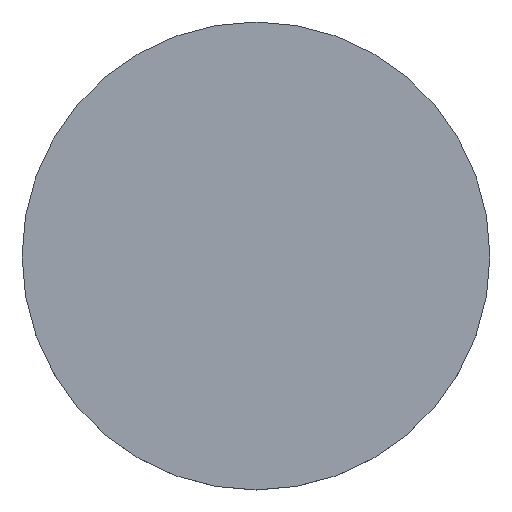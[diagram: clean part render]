
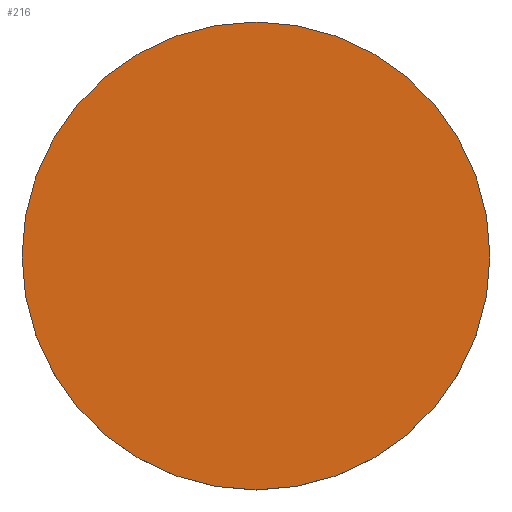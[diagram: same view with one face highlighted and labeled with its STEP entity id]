
A CAD part, top view. The second image highlights one B-rep face of the part: STEP entity #216.
In plain terms, the highlighted planar face has unit normal (0, 0, 1).
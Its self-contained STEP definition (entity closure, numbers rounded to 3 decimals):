
#157=CARTESIAN_POINT('POINT9',(0.,-80.,0.)
   );
#158=VERTEX_POINT('VERTEX9',#157);
#166=CARTESIAN_POINT('POINT10',(0.,80.,0.
   ));
#167=VERTEX_POINT('VERTEX10',#166);
#174=CARTESIAN_POINT('POS21',(0.,0.,0.));
#175=DIRECTION('DIR35',(0.,0.,-1.));
#176=DIRECTION('DIR36',(0.,1.,0.));
#177=AXIS2_PLACEMENT_3D('AXIS15',#174,#175,#176);
#178=CIRCLE('ELLIPSE9',#177,80.);
#179=EDGE_CURVE('EDGE15',#167,#158,#178,.T.);
#192=CARTESIAN_POINT('POS23',(0.,0.,0.));
#193=DIRECTION('DIR39',(0.,0.,-1.));
#194=DIRECTION('DIR40',(0.,-1.,0.));
#195=AXIS2_PLACEMENT_3D('AXIS17',#192,#193,#194);
#196=CIRCLE('ELLIPSE10',#195,80.);
#197=EDGE_CURVE('EDGE16',#158,#167,#196,.T.);
#207=ORIENTED_EDGE('COEDGE31',*,*,#197,.F.);
#208=ORIENTED_EDGE('COEDGE32',*,*,#179,.F.);
#209=EDGE_LOOP('NONE',(#207,#208));
#210=FACE_BOUND('LOOP1',#209,.T.);
#211=CARTESIAN_POINT('POS25',(0.,0.,0.));
#212=DIRECTION('DIR43',(0.,0.,-1.));
#213=DIRECTION('DIR44',(1.,0.,0.));
#214=AXIS2_PLACEMENT_3D('AXIS19',#211,#212,#213);
#215=PLANE('PLANE3',#214);
#216=ADVANCED_FACE('FACE9',(#210),#215,.F.);
